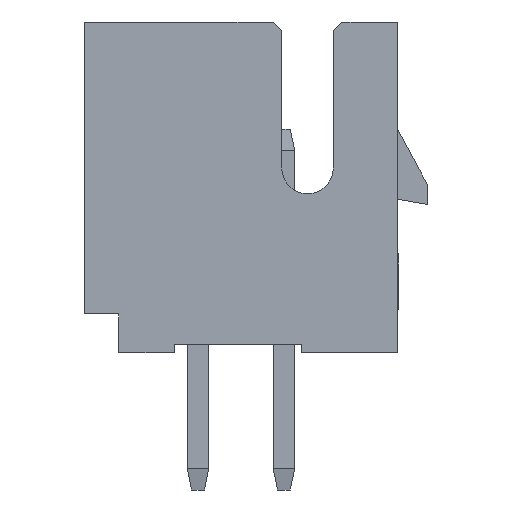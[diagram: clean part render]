
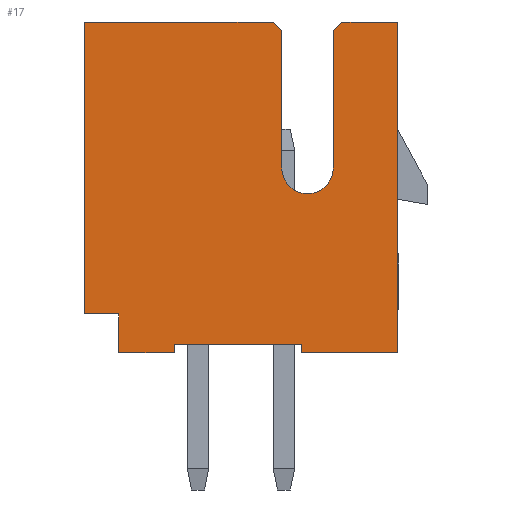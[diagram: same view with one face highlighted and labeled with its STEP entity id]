
A CAD part, left-side view. The second image highlights one B-rep face of the part: STEP entity #17.
In plain terms, the highlighted planar face has unit normal (-1, 0, 0).
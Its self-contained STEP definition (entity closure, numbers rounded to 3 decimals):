
#17 = ADVANCED_FACE('',(#18),#149,.F.);
#18 = FACE_BOUND('',#19,.F.);
#19 = EDGE_LOOP('',(#20,#30,#38,#46,#54,#62,#71,#79,#87,#95,#103,#111,
    #119,#127,#135,#143));
#20 = ORIENTED_EDGE('',*,*,#21,.F.);
#21 = EDGE_CURVE('',#22,#24,#26,.T.);
#22 = VERTEX_POINT('',#23);
#23 = CARTESIAN_POINT('',(-12.,3.65,0.9));
#24 = VERTEX_POINT('',#25);
#25 = CARTESIAN_POINT('',(-12.,2.85,0.9));
#26 = LINE('',#27,#28);
#27 = CARTESIAN_POINT('',(-12.,3.65,0.9));
#28 = VECTOR('',#29,1.);
#29 = DIRECTION('',(0.,-1.,0.));
#30 = ORIENTED_EDGE('',*,*,#31,.T.);
#31 = EDGE_CURVE('',#22,#32,#34,.T.);
#32 = VERTEX_POINT('',#33);
#33 = CARTESIAN_POINT('',(-12.,3.65,7.7));
#34 = LINE('',#35,#36);
#35 = CARTESIAN_POINT('',(-12.,3.65,0.9));
#36 = VECTOR('',#37,1.);
#37 = DIRECTION('',(0.,0.,1.));
#38 = ORIENTED_EDGE('',*,*,#39,.T.);
#39 = EDGE_CURVE('',#32,#40,#42,.T.);
#40 = VERTEX_POINT('',#41);
#41 = CARTESIAN_POINT('',(-12.,-0.75,7.7));
#42 = LINE('',#43,#44);
#43 = CARTESIAN_POINT('',(-12.,3.65,7.7));
#44 = VECTOR('',#45,1.);
#45 = DIRECTION('',(0.,-1.,0.));
#46 = ORIENTED_EDGE('',*,*,#47,.F.);
#47 = EDGE_CURVE('',#48,#40,#50,.T.);
#48 = VERTEX_POINT('',#49);
#49 = CARTESIAN_POINT('',(-12.,-0.95,7.5));
#50 = LINE('',#51,#52);
#51 = CARTESIAN_POINT('',(-12.,-0.95,7.5));
#52 = VECTOR('',#53,1.);
#53 = DIRECTION('',(0.,0.707,0.707));
#54 = ORIENTED_EDGE('',*,*,#55,.T.);
#55 = EDGE_CURVE('',#48,#56,#58,.T.);
#56 = VERTEX_POINT('',#57);
#57 = CARTESIAN_POINT('',(-12.,-0.95,4.3));
#58 = LINE('',#59,#60);
#59 = CARTESIAN_POINT('',(-12.,-0.95,7.5));
#60 = VECTOR('',#61,1.);
#61 = DIRECTION('',(0.,0.,-1.));
#62 = ORIENTED_EDGE('',*,*,#63,.F.);
#63 = EDGE_CURVE('',#64,#56,#66,.T.);
#64 = VERTEX_POINT('',#65);
#65 = CARTESIAN_POINT('',(-12.,-2.15,4.3));
#66 = CIRCLE('',#67,0.6);
#67 = AXIS2_PLACEMENT_3D('',#68,#69,#70);
#68 = CARTESIAN_POINT('',(-12.,-1.55,4.3));
#69 = DIRECTION('',(1.,0.,0.));
#70 = DIRECTION('',(0.,-1.,0.));
#71 = ORIENTED_EDGE('',*,*,#72,.F.);
#72 = EDGE_CURVE('',#73,#64,#75,.T.);
#73 = VERTEX_POINT('',#74);
#74 = CARTESIAN_POINT('',(-12.,-2.15,7.5));
#75 = LINE('',#76,#77);
#76 = CARTESIAN_POINT('',(-12.,-2.15,7.5));
#77 = VECTOR('',#78,1.);
#78 = DIRECTION('',(0.,0.,-1.));
#79 = ORIENTED_EDGE('',*,*,#80,.F.);
#80 = EDGE_CURVE('',#81,#73,#83,.T.);
#81 = VERTEX_POINT('',#82);
#82 = CARTESIAN_POINT('',(-12.,-2.35,7.7));
#83 = LINE('',#84,#85);
#84 = CARTESIAN_POINT('',(-12.,-2.35,7.7));
#85 = VECTOR('',#86,1.);
#86 = DIRECTION('',(0.,0.707,-0.707));
#87 = ORIENTED_EDGE('',*,*,#88,.T.);
#88 = EDGE_CURVE('',#81,#89,#91,.T.);
#89 = VERTEX_POINT('',#90);
#90 = CARTESIAN_POINT('',(-12.,-3.65,7.7));
#91 = LINE('',#92,#93);
#92 = CARTESIAN_POINT('',(-12.,-2.35,7.7));
#93 = VECTOR('',#94,1.);
#94 = DIRECTION('',(0.,-1.,0.));
#95 = ORIENTED_EDGE('',*,*,#96,.T.);
#96 = EDGE_CURVE('',#89,#97,#99,.T.);
#97 = VERTEX_POINT('',#98);
#98 = CARTESIAN_POINT('',(-12.,-3.65,0.));
#99 = LINE('',#100,#101);
#100 = CARTESIAN_POINT('',(-12.,-3.65,7.7));
#101 = VECTOR('',#102,1.);
#102 = DIRECTION('',(0.,0.,-1.));
#103 = ORIENTED_EDGE('',*,*,#104,.T.);
#104 = EDGE_CURVE('',#97,#105,#107,.T.);
#105 = VERTEX_POINT('',#106);
#106 = CARTESIAN_POINT('',(-12.,-1.4,0.));
#107 = LINE('',#108,#109);
#108 = CARTESIAN_POINT('',(-12.,-3.65,0.));
#109 = VECTOR('',#110,1.);
#110 = DIRECTION('',(0.,1.,0.));
#111 = ORIENTED_EDGE('',*,*,#112,.F.);
#112 = EDGE_CURVE('',#113,#105,#115,.T.);
#113 = VERTEX_POINT('',#114);
#114 = CARTESIAN_POINT('',(-12.,-1.4,0.2));
#115 = LINE('',#116,#117);
#116 = CARTESIAN_POINT('',(-12.,-1.4,0.2));
#117 = VECTOR('',#118,1.);
#118 = DIRECTION('',(0.,0.,-1.));
#119 = ORIENTED_EDGE('',*,*,#120,.F.);
#120 = EDGE_CURVE('',#121,#113,#123,.T.);
#121 = VERTEX_POINT('',#122);
#122 = CARTESIAN_POINT('',(-12.,1.55,0.2));
#123 = LINE('',#124,#125);
#124 = CARTESIAN_POINT('',(-12.,1.55,0.2));
#125 = VECTOR('',#126,1.);
#126 = DIRECTION('',(0.,-1.,0.));
#127 = ORIENTED_EDGE('',*,*,#128,.T.);
#128 = EDGE_CURVE('',#121,#129,#131,.T.);
#129 = VERTEX_POINT('',#130);
#130 = CARTESIAN_POINT('',(-12.,1.55,0.));
#131 = LINE('',#132,#133);
#132 = CARTESIAN_POINT('',(-12.,1.55,0.2));
#133 = VECTOR('',#134,1.);
#134 = DIRECTION('',(0.,0.,-1.));
#135 = ORIENTED_EDGE('',*,*,#136,.T.);
#136 = EDGE_CURVE('',#129,#137,#139,.T.);
#137 = VERTEX_POINT('',#138);
#138 = CARTESIAN_POINT('',(-12.,2.85,0.));
#139 = LINE('',#140,#141);
#140 = CARTESIAN_POINT('',(-12.,1.55,0.));
#141 = VECTOR('',#142,1.);
#142 = DIRECTION('',(0.,1.,0.));
#143 = ORIENTED_EDGE('',*,*,#144,.T.);
#144 = EDGE_CURVE('',#137,#24,#145,.T.);
#145 = LINE('',#146,#147);
#146 = CARTESIAN_POINT('',(-12.,2.85,0.));
#147 = VECTOR('',#148,1.);
#148 = DIRECTION('',(0.,0.,1.));
#149 = PLANE('',#150);
#150 = AXIS2_PLACEMENT_3D('',#151,#152,#153);
#151 = CARTESIAN_POINT('',(-12.,0.,3.85));
#152 = DIRECTION('',(1.,0.,0.));
#153 = DIRECTION('',(0.,1.,0.));
